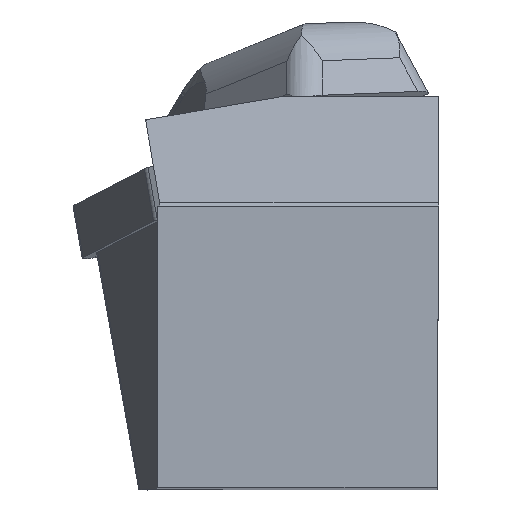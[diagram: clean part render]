
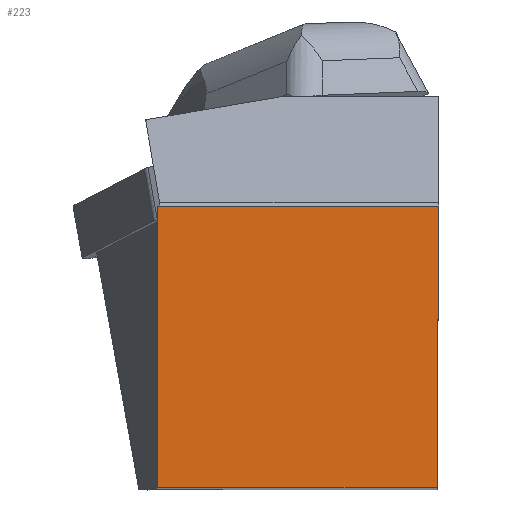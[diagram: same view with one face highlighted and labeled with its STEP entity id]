
A CAD part, top view. The second image highlights one B-rep face of the part: STEP entity #223.
In plain terms, the highlighted planar face has unit normal (0, 0, 1).
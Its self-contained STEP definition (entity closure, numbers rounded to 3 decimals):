
#161=FACE_OUTER_BOUND('',#588,.T.);
#223=ADVANCED_FACE('BLANK_BOXF006',(#161),#278,.F.);
#278=PLANE('',#1402);
#362=LINE('',#2042,#483);
#371=LINE('',#2067,#492);
#375=LINE('',#2074,#496);
#377=LINE('',#2078,#498);
#483=VECTOR('',#1614,1.);
#492=VECTOR('',#1633,1.);
#496=VECTOR('',#1641,1.);
#498=VECTOR('',#1647,1.);
#588=EDGE_LOOP('',(#781,#782,#783,#784));
#781=ORIENTED_EDGE('',*,*,#1183,.F.);
#782=ORIENTED_EDGE('',*,*,#1165,.F.);
#783=ORIENTED_EDGE('',*,*,#1181,.F.);
#784=ORIENTED_EDGE('',*,*,#1177,.F.);
#1030=VERTEX_POINT('',#2041);
#1031=VERTEX_POINT('',#2043);
#1041=VERTEX_POINT('',#2066);
#1042=VERTEX_POINT('',#2068);
#1165=EDGE_CURVE('',#1030,#1031,#362,.T.);
#1177=EDGE_CURVE('',#1041,#1042,#371,.T.);
#1181=EDGE_CURVE('',#1042,#1030,#375,.T.);
#1183=EDGE_CURVE('',#1031,#1041,#377,.T.);
#1402=AXIS2_PLACEMENT_3D('',#2079,#1648,#1649);
#1614=DIRECTION('',(-1.,0.,0.));
#1633=DIRECTION('',(1.,0.,0.));
#1641=DIRECTION('',(-0.004,-1.,0.));
#1647=DIRECTION('',(0.,1.,0.));
#1648=DIRECTION('',(0.,0.,-1.));
#1649=DIRECTION('',(-1.,0.,0.));
#2041=CARTESIAN_POINT('',(-0.109,0.,0.));
#2042=CARTESIAN_POINT('',(167.35,0.,0.));
#2043=CARTESIAN_POINT('',(-24.875,0.,0.));
#2066=CARTESIAN_POINT('',(-24.875,24.875,0.));
#2067=CARTESIAN_POINT('',(-167.35,24.875,0.));
#2068=CARTESIAN_POINT('',(0.,24.875,0.));
#2074=CARTESIAN_POINT('',(0.622,167.348,0.));
#2078=CARTESIAN_POINT('',(-24.875,-167.35,0.));
#2079=CARTESIAN_POINT('',(-48.35,-5.,0.));
